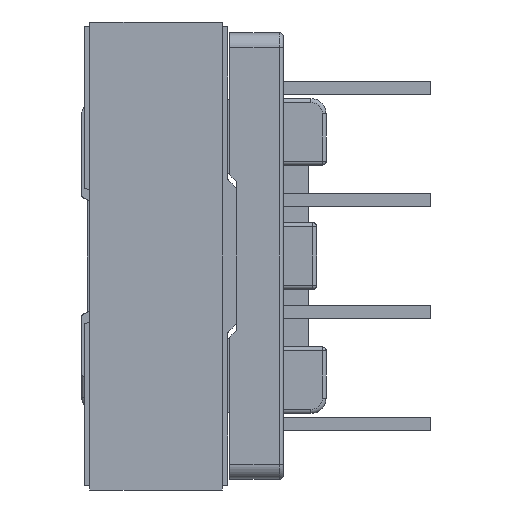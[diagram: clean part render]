
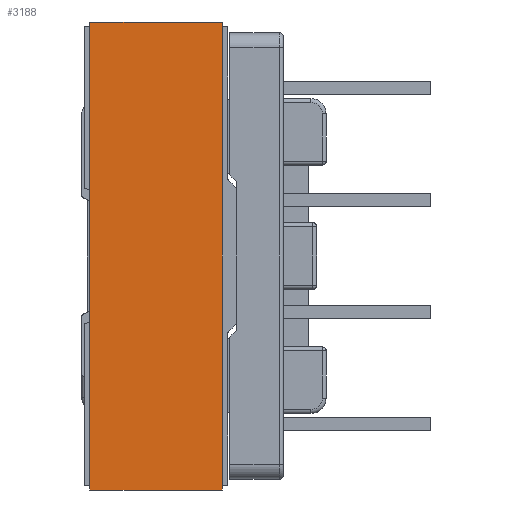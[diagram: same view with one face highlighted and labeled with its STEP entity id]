
A CAD part, left-side view. The second image highlights one B-rep face of the part: STEP entity #3188.
In plain terms, the highlighted planar face has unit normal (-1, 0, 0).
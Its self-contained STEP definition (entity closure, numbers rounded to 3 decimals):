
#28 = EDGE_CURVE ( 'NONE', #7715, #2823, #4167, .T. ) ;
#30 = FACE_OUTER_BOUND ( 'NONE', #4349, .T. ) ;
#668 = EDGE_CURVE ( 'NONE', #7715, #3170, #3260, .T. ) ;
#985 = ORIENTED_EDGE ( 'NONE', *, *, #6261, .F. ) ;
#1354 = PLANE ( 'NONE',  #7930 ) ;
#1461 = DIRECTION ( 'NONE',  ( 0., -1., 0. ) ) ;
#1492 = ORIENTED_EDGE ( 'NONE', *, *, #1970, .T. ) ;
#1970 = EDGE_CURVE ( 'NONE', #2823, #9986, #3938, .T. ) ;
#2079 = VECTOR ( 'NONE', #2097, 1000. ) ;
#2097 = DIRECTION ( 'NONE',  ( 0., 0., 1. ) ) ;
#2108 = DIRECTION ( 'NONE',  ( 0., 0., 1. ) ) ;
#2602 = CARTESIAN_POINT ( 'NONE',  ( -0.16, -15.56, -4.45 ) ) ;
#2823 = VERTEX_POINT ( 'NONE', #8616 ) ;
#3083 = CARTESIAN_POINT ( 'NONE',  ( -0.16, -15.56, -4.45 ) ) ;
#3141 = CARTESIAN_POINT ( 'NONE',  ( -0.16, 0.16, 0. ) ) ;
#3170 = VERTEX_POINT ( 'NONE', #3141 ) ;
#3188 = ADVANCED_FACE ( 'NONE', ( #30 ), #1354, .T. ) ;
#3260 = LINE ( 'NONE', #3404, #5340 ) ;
#3302 = VECTOR ( 'NONE', #5354, 1000. ) ;
#3404 = CARTESIAN_POINT ( 'NONE',  ( -0.16, 0.16, -4.45 ) ) ;
#3430 = ORIENTED_EDGE ( 'NONE', *, *, #28, .T. ) ;
#3923 = VECTOR ( 'NONE', #8366, 1000. ) ;
#3938 = LINE ( 'NONE', #3083, #2079 ) ;
#4167 = LINE ( 'NONE', #2602, #3923 ) ;
#4349 = EDGE_LOOP ( 'NONE', ( #985, #8550, #3430, #1492 ) ) ;
#4601 = CARTESIAN_POINT ( 'NONE',  ( -0.16, -15.56, 0. ) ) ;
#4728 = CARTESIAN_POINT ( 'NONE',  ( -0.16, 0.16, -4.45 ) ) ;
#5340 = VECTOR ( 'NONE', #2108, 1000. ) ;
#5354 = DIRECTION ( 'NONE',  ( 0., -1., 0. ) ) ;
#6038 = DIRECTION ( 'NONE',  ( -1., 0., 0. ) ) ;
#6261 = EDGE_CURVE ( 'NONE', #3170, #9986, #9228, .T. ) ;
#7587 = CARTESIAN_POINT ( 'NONE',  ( -0.16, -15.56, -4.45 ) ) ;
#7715 = VERTEX_POINT ( 'NONE', #4728 ) ;
#7930 = AXIS2_PLACEMENT_3D ( 'NONE', #7587, #6038, #1461 ) ;
#7980 = CARTESIAN_POINT ( 'NONE',  ( -0.16, -15.56, 0. ) ) ;
#8366 = DIRECTION ( 'NONE',  ( 0., -1., 0. ) ) ;
#8550 = ORIENTED_EDGE ( 'NONE', *, *, #668, .F. ) ;
#8616 = CARTESIAN_POINT ( 'NONE',  ( -0.16, -15.56, -4.45 ) ) ;
#9228 = LINE ( 'NONE', #4601, #3302 ) ;
#9986 = VERTEX_POINT ( 'NONE', #7980 ) ;
